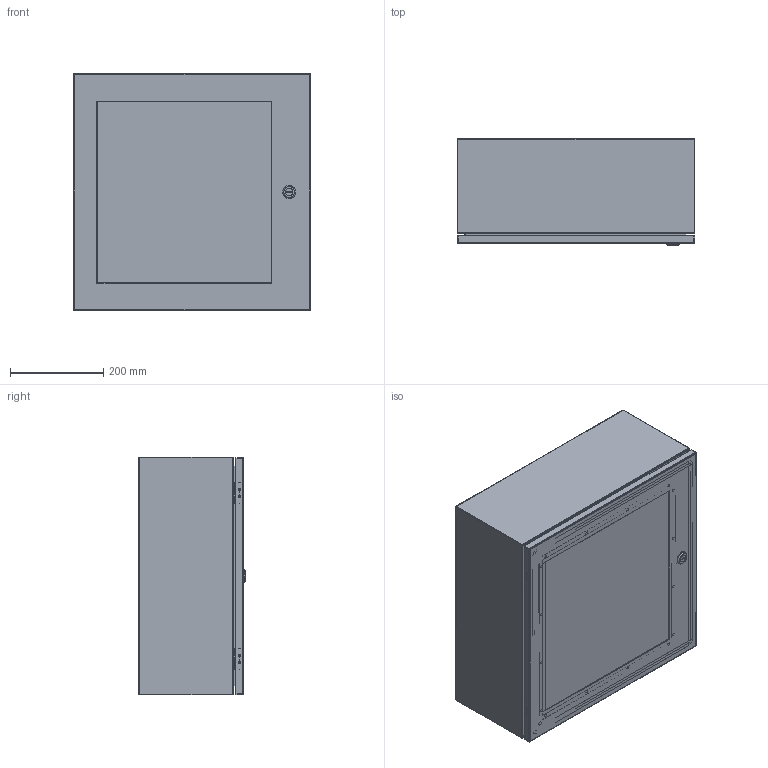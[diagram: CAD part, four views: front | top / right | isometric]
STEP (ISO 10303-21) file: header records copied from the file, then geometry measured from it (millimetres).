
FILE_DESCRIPTION (( 'STEP AP203' ), '1' );
FILE_NAME ('EN4SD20208WSS_Default.step', '2019-11-14T20:50:22', ( '' ), ( '' ), 'SwSTEP 2.0', 'SolidWorks 2019', '' );
FILE_SCHEMA (( 'CONFIG_CONTROL_DESIGN' ));
Length unit declared in the file: inch
Products named in the file (1): EN4SD20208WSS_Default
Bounding box: 508 x 228.14 x 508 mm (x, y, z)
Volume: 2490358.6 mm3; surface area: 2336765.6 mm2
Topology: 63 solids, 64 shells, 1287 faces, 2766 edges, 1644 vertices
Faces by surface type: plane 646, cylinder 387, cone 134, bspline 96, torus 24
Entity records: 38145 total; most frequent: CARTESIAN_POINT 10591, DIRECTION 5798, ORIENTED_EDGE 5508, EDGE_CURVE 2754, AXIS2_PLACEMENT_3D 2212, VERTEX_POINT 1644, EDGE_LOOP 1426, LINE 1374
